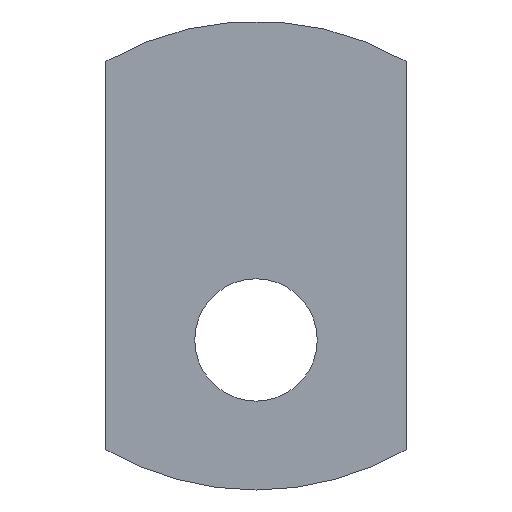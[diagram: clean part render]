
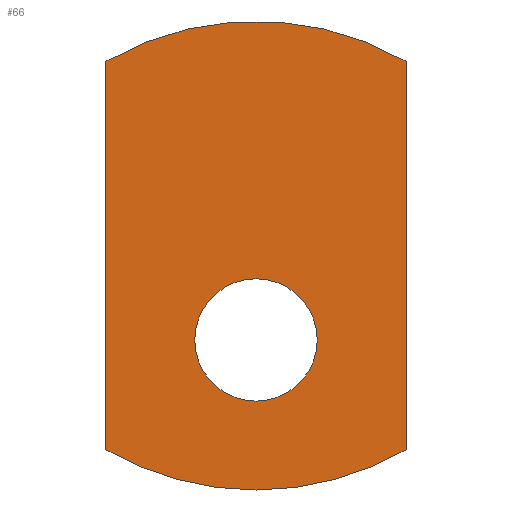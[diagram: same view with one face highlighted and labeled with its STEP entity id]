
A CAD part, front view. The second image highlights one B-rep face of the part: STEP entity #66.
In plain terms, the highlighted planar face has unit normal (0, -1, 0).
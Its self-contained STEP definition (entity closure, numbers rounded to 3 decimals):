
#24 = VECTOR ( 'NONE', #115, 1000. ) ;
#35 = VECTOR ( 'NONE', #403, 1000. ) ;
#39 = CARTESIAN_POINT ( 'NONE',  ( 0., 0., 3.5 ) ) ;
#43 = CARTESIAN_POINT ( 'NONE',  ( 0., 0., -7.764 ) ) ;
#50 = ORIENTED_EDGE ( 'NONE', *, *, #82, .T. ) ;
#54 = CIRCLE ( 'NONE', #404, 3.264 ) ;
#60 = CARTESIAN_POINT ( 'NONE',  ( 0., 0., -12.5 ) ) ;
#62 = PLANE ( 'NONE',  #268 ) ;
#64 = CARTESIAN_POINT ( 'NONE',  ( 0., 0., 3.5 ) ) ;
#66 = ADVANCED_FACE ( 'NONE', ( #364, #422 ), #62, .T. ) ;
#77 = EDGE_LOOP ( 'NONE', ( #336, #50 ) ) ;
#80 = CIRCLE ( 'NONE', #327, 3.264 ) ;
#82 = EDGE_CURVE ( 'NONE', #382, #152, #80, .T. ) ;
#99 = CARTESIAN_POINT ( 'NONE',  ( 0., 0., -3.5 ) ) ;
#102 = AXIS2_PLACEMENT_3D ( 'NONE', #39, #337, #171 ) ;
#103 = ORIENTED_EDGE ( 'NONE', *, *, #379, .F. ) ;
#105 = VERTEX_POINT ( 'NONE', #234 ) ;
#112 = AXIS2_PLACEMENT_3D ( 'NONE', #99, #231, #362 ) ;
#115 = DIRECTION ( 'NONE',  ( 0., 0., -1. ) ) ;
#116 = ORIENTED_EDGE ( 'NONE', *, *, #390, .F. ) ;
#121 = CIRCLE ( 'NONE', #176, 16. ) ;
#122 = CARTESIAN_POINT ( 'NONE',  ( 0., 0., -4.5 ) ) ;
#125 = DIRECTION ( 'NONE',  ( 0., 1., 0. ) ) ;
#129 = CARTESIAN_POINT ( 'NONE',  ( 8., 0., 10.356 ) ) ;
#136 = EDGE_CURVE ( 'NONE', #366, #240, #259, .T. ) ;
#143 = CIRCLE ( 'NONE', #102, 16. ) ;
#144 = CARTESIAN_POINT ( 'NONE',  ( -8., 0., 10.356 ) ) ;
#152 = VERTEX_POINT ( 'NONE', #294 ) ;
#154 = DIRECTION ( 'NONE',  ( 0., 0., -1. ) ) ;
#171 = DIRECTION ( 'NONE',  ( 0., 0., -1. ) ) ;
#176 = AXIS2_PLACEMENT_3D ( 'NONE', #275, #397, #211 ) ;
#177 = CARTESIAN_POINT ( 'NONE',  ( -8., 0., -10.356 ) ) ;
#178 = CARTESIAN_POINT ( 'NONE',  ( 8., 0., -10.356 ) ) ;
#190 = EDGE_CURVE ( 'NONE', #152, #382, #54, .T. ) ;
#196 = DIRECTION ( 'NONE',  ( 0., -1., 0. ) ) ;
#199 = DIRECTION ( 'NONE',  ( 0., 0., 1. ) ) ;
#209 = LINE ( 'NONE', #177, #35 ) ;
#211 = DIRECTION ( 'NONE',  ( 0., 0., -1. ) ) ;
#222 = ORIENTED_EDGE ( 'NONE', *, *, #415, .F. ) ;
#231 = DIRECTION ( 'NONE',  ( 0., 1., 0. ) ) ;
#234 = CARTESIAN_POINT ( 'NONE',  ( -8., 0., -10.356 ) ) ;
#237 = VERTEX_POINT ( 'NONE', #60 ) ;
#240 = VERTEX_POINT ( 'NONE', #129 ) ;
#255 = ORIENTED_EDGE ( 'NONE', *, *, #317, .F. ) ;
#259 = CIRCLE ( 'NONE', #112, 16. ) ;
#268 = AXIS2_PLACEMENT_3D ( 'NONE', #64, #196, #154 ) ;
#275 = CARTESIAN_POINT ( 'NONE',  ( 0., 0., 3.5 ) ) ;
#290 = CARTESIAN_POINT ( 'NONE',  ( 0., 0., -4.5 ) ) ;
#294 = CARTESIAN_POINT ( 'NONE',  ( 0., 0., -1.236 ) ) ;
#296 = DIRECTION ( 'NONE',  ( 0., 1., 0. ) ) ;
#312 = ORIENTED_EDGE ( 'NONE', *, *, #136, .F. ) ;
#317 = EDGE_CURVE ( 'NONE', #240, #371, #405, .T. ) ;
#327 = AXIS2_PLACEMENT_3D ( 'NONE', #290, #125, #199 ) ;
#336 = ORIENTED_EDGE ( 'NONE', *, *, #190, .T. ) ;
#337 = DIRECTION ( 'NONE',  ( 0., 1., 0. ) ) ;
#342 = EDGE_LOOP ( 'NONE', ( #103, #255, #312, #116, #222 ) ) ;
#358 = DIRECTION ( 'NONE',  ( 0., 0., 1. ) ) ;
#362 = DIRECTION ( 'NONE',  ( 0., 0., 1. ) ) ;
#364 = FACE_OUTER_BOUND ( 'NONE', #342, .T. ) ;
#366 = VERTEX_POINT ( 'NONE', #144 ) ;
#371 = VERTEX_POINT ( 'NONE', #393 ) ;
#379 = EDGE_CURVE ( 'NONE', #371, #237, #121, .T. ) ;
#382 = VERTEX_POINT ( 'NONE', #43 ) ;
#390 = EDGE_CURVE ( 'NONE', #105, #366, #209, .T. ) ;
#393 = CARTESIAN_POINT ( 'NONE',  ( 8., 0., -10.356 ) ) ;
#397 = DIRECTION ( 'NONE',  ( 0., 1., 0. ) ) ;
#403 = DIRECTION ( 'NONE',  ( 0., 0., 1. ) ) ;
#404 = AXIS2_PLACEMENT_3D ( 'NONE', #122, #296, #358 ) ;
#405 = LINE ( 'NONE', #178, #24 ) ;
#415 = EDGE_CURVE ( 'NONE', #237, #105, #143, .T. ) ;
#422 = FACE_BOUND ( 'NONE', #77, .T. ) ;
